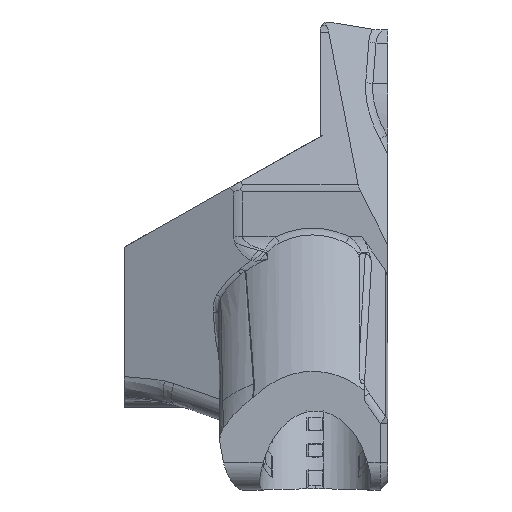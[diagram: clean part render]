
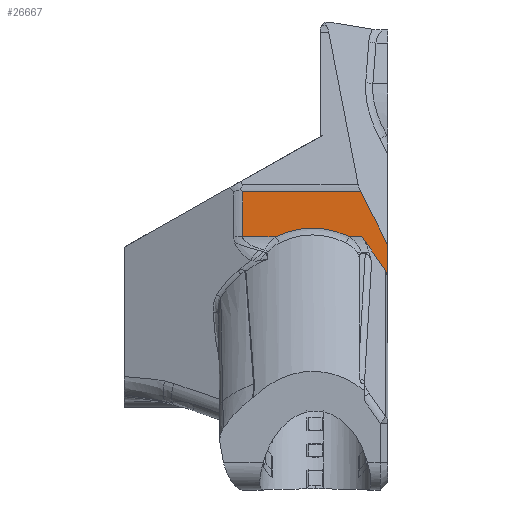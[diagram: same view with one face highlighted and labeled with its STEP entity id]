
A CAD part, left-side view. The second image highlights one B-rep face of the part: STEP entity #26667.
In plain terms, the highlighted planar face has unit normal (-1, 0, 0).
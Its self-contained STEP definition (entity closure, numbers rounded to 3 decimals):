
#40=CARTESIAN_POINT('',(-26.532,4.005,10.645));
#42=CARTESIAN_POINT('',(-26.532,2.702,10.645));
#288=DIRECTION('',(0.,-0.574,-0.819));
#289=VECTOR('',#288,4.29);
#290=CARTESIAN_POINT('',(-26.532,2.702,10.645));
#291=LINE('',#290,#289);
#8270=DIRECTION('',(0.,-1.,0.));
#8271=VECTOR('',#8270,0.004);
#8272=CARTESIAN_POINT('',(-26.532,0.004,
9.768));
#8273=LINE('',#8272,#8271);
#8380=CARTESIAN_POINT('',(-26.532,2.818,15.272));
#10067=CARTESIAN_POINT('',(-26.532,4.005,
10.645));
#10068=CARTESIAN_POINT('',(-26.532,4.055,
10.669));
#10069=CARTESIAN_POINT('',(-26.532,4.155,
10.716));
#10070=CARTESIAN_POINT('',(-26.532,4.304,
10.782));
#10071=CARTESIAN_POINT('',(-26.532,4.453,
10.845));
#10072=CARTESIAN_POINT('',(-26.532,4.601,
10.905));
#10073=CARTESIAN_POINT('',(-26.532,4.75,
10.963));
#10074=CARTESIAN_POINT('',(-26.532,4.899,
11.017));
#10075=CARTESIAN_POINT('',(-26.532,5.047,
11.068));
#10076=CARTESIAN_POINT('',(-26.532,5.195,
11.117));
#10077=CARTESIAN_POINT('',(-26.532,5.343,
11.162));
#10078=CARTESIAN_POINT('',(-26.532,5.491,
11.205));
#10079=CARTESIAN_POINT('',(-26.532,5.639,
11.245));
#10080=CARTESIAN_POINT('',(-26.532,5.787,
11.282));
#10081=CARTESIAN_POINT('',(-26.532,5.934,
11.317));
#10082=CARTESIAN_POINT('',(-26.532,6.082,
11.348));
#10083=CARTESIAN_POINT('',(-26.532,6.229,
11.377));
#10084=CARTESIAN_POINT('',(-26.532,6.376,
11.403));
#10085=CARTESIAN_POINT('',(-26.532,6.523,
11.427));
#10086=CARTESIAN_POINT('',(-26.532,6.671,
11.448));
#10087=CARTESIAN_POINT('',(-26.532,6.818,
11.466));
#10088=CARTESIAN_POINT('',(-26.532,6.965,
11.482));
#10089=CARTESIAN_POINT('',(-26.532,7.112,
11.495));
#10090=CARTESIAN_POINT('',(-26.532,7.259,
11.506));
#10091=CARTESIAN_POINT('',(-26.532,7.406,
11.514));
#10092=CARTESIAN_POINT('',(-26.532,7.552,
11.519));
#10093=CARTESIAN_POINT('',(-26.532,7.699,
11.522));
#10094=CARTESIAN_POINT('',(-26.532,7.846,
11.522));
#10095=CARTESIAN_POINT('',(-26.532,7.993,
11.52));
#10096=CARTESIAN_POINT('',(-26.532,8.14,
11.515));
#10097=CARTESIAN_POINT('',(-26.532,8.287,
11.507));
#10098=CARTESIAN_POINT('',(-26.532,8.435,
11.497));
#10099=CARTESIAN_POINT('',(-26.532,8.582,11.484));
#10100=CARTESIAN_POINT('',(-26.532,8.729,
11.469));
#10101=CARTESIAN_POINT('',(-26.532,8.877,
11.451));
#10102=CARTESIAN_POINT('',(-26.532,9.024,
11.43));
#10103=CARTESIAN_POINT('',(-26.532,9.172,
11.406));
#10104=CARTESIAN_POINT('',(-26.532,9.32,
11.38));
#10105=CARTESIAN_POINT('',(-26.532,9.468,
11.352));
#10106=CARTESIAN_POINT('',(-26.532,9.616,
11.32));
#10107=CARTESIAN_POINT('',(-26.532,9.764,
11.286));
#10108=CARTESIAN_POINT('',(-26.532,9.913,
11.249));
#10109=CARTESIAN_POINT('',(-26.532,10.061,
11.209));
#10110=CARTESIAN_POINT('',(-26.532,10.21,
11.166));
#10111=CARTESIAN_POINT('',(-26.532,10.359,
11.12));
#10112=CARTESIAN_POINT('',(-26.532,10.509,
11.072));
#10113=CARTESIAN_POINT('',(-26.532,10.658,
11.02));
#10114=CARTESIAN_POINT('',(-26.532,10.808,
10.966));
#10115=CARTESIAN_POINT('',(-26.532,10.957,
10.908));
#10116=CARTESIAN_POINT('',(-26.532,11.107,
10.848));
#10117=CARTESIAN_POINT('',(-26.532,11.258,
10.784));
#10118=CARTESIAN_POINT('',(-26.532,11.409,
10.716));
#10119=CARTESIAN_POINT('',(-26.532,11.51,
10.669));
#10120=CARTESIAN_POINT('',(-26.532,11.56,
10.645));
#10122=DIRECTION('',(0.,1.,0.));
#10123=VECTOR('',#10122,3.468);
#10124=CARTESIAN_POINT('',(-26.532,11.56,
10.645));
#10125=LINE('',#10124,#10123);
#10126=DIRECTION('',(0.,0.,-1.));
#10127=VECTOR('',#10126,4.627);
#10128=CARTESIAN_POINT('',(-26.532,15.028,
15.272));
#10129=LINE('',#10128,#10127);
#10130=DIRECTION('',(0.,-0.455,-0.89));
#10131=VECTOR('',#10130,6.182);
#10132=CARTESIAN_POINT('',(-26.532,2.818,
15.272));
#10133=LINE('',#10132,#10131);
#10134=DIRECTION('',(0.,0.,-1.));
#10135=VECTOR('',#10134,3.478);
#10136=CARTESIAN_POINT('',(-26.532,0.,9.768));
#10137=LINE('',#10136,#10135);
#10138=DIRECTION('',(0.,1.,0.));
#10139=VECTOR('',#10138,1.304);
#10140=CARTESIAN_POINT('',(-26.532,2.702,
10.645));
#10141=LINE('',#10140,#10139);
#10150=DIRECTION('',(0.,1.,0.));
#10151=VECTOR('',#10150,12.21);
#10152=CARTESIAN_POINT('',(-26.532,2.818,
15.272));
#10153=LINE('',#10152,#10151);
#10154=DIRECTION('',(0.,-0.275,-0.961));
#10155=VECTOR('',#10154,0.875);
#10156=CARTESIAN_POINT('',(-26.532,0.241,
7.131));
#10157=LINE('',#10156,#10155);
#11381=CARTESIAN_POINT('',(-26.532,15.028,
15.272));
#11382=CARTESIAN_POINT('',(-26.532,15.028,
10.645));
#11383=VERTEX_POINT('',#11381);
#11384=VERTEX_POINT('',#11382);
#11409=VERTEX_POINT('',#8380);
#11414=VERTEX_POINT('',#42);
#11416=CARTESIAN_POINT('',(-26.532,0.004,
9.768));
#11417=VERTEX_POINT('',#11416);
#11446=CARTESIAN_POINT('',(-26.532,0.,6.29));
#11447=VERTEX_POINT('',#11446);
#11448=CARTESIAN_POINT('',(-26.532,0.241,
7.131));
#11449=VERTEX_POINT('',#11448);
#11450=CARTESIAN_POINT('',(-26.532,0.,9.768));
#11451=VERTEX_POINT('',#11450);
#12317=VERTEX_POINT('',#40);
#12319=VERTEX_POINT('',#10120);
#26648=CARTESIAN_POINT('',(-26.532,3.,10.645));
#26649=DIRECTION('',(-1.,0.,0.));
#26650=DIRECTION('',(0.,0.,1.));
#26651=AXIS2_PLACEMENT_3D('',#26648,#26649,#26650);
#26652=PLANE('',#26651);
#26653=ORIENTED_EDGE('',*,*,#26640,.T.);
#26654=ORIENTED_EDGE('',*,*,#12718,.T.);
#26655=ORIENTED_EDGE('',*,*,#23452,.F.);
#26657=ORIENTED_EDGE('',*,*,#26656,.F.);
#26658=ORIENTED_EDGE('',*,*,#23800,.T.);
#26659=ORIENTED_EDGE('',*,*,#23760,.T.);
#26660=ORIENTED_EDGE('',*,*,#23670,.T.);
#26662=ORIENTED_EDGE('',*,*,#26661,.F.);
#26663=ORIENTED_EDGE('',*,*,#13013,.F.);
#26664=ORIENTED_EDGE('',*,*,#12700,.T.);
#26665=EDGE_LOOP('',(#26653,#26654,#26655,#26657,#26658,#26659,#26660,#26662,
#26663,#26664));
#26666=FACE_OUTER_BOUND('',#26665,.F.);
#26667=ADVANCED_FACE('',(#26666),#26652,.T.);
#10121=B_SPLINE_CURVE_WITH_KNOTS('',3,(#10067,#10068,#10069,#10070,#10071,
#10072,#10073,#10074,#10075,#10076,#10077,#10078,#10079,#10080,#10081,#10082,
#10083,#10084,#10085,#10086,#10087,#10088,#10089,#10090,#10091,#10092,#10093,
#10094,#10095,#10096,#10097,#10098,#10099,#10100,#10101,#10102,#10103,#10104,
#10105,#10106,#10107,#10108,#10109,#10110,#10111,#10112,#10113,#10114,#10115,
#10116,#10117,#10118,#10119,#10120),.UNSPECIFIED.,.F.,.F.,(4,1,1,1,1,1,1,1,1,1,
1,1,1,1,1,1,1,1,1,1,1,1,1,1,1,1,1,1,1,1,1,1,1,1,1,1,1,1,1,1,1,1,1,1,1,1,1,1,1,1,
1,4),(0.,0.02,0.039,0.059,
0.078,0.098,0.118,0.137,
0.157,0.176,0.196,0.216,
0.235,0.255,0.275,0.294,
0.314,0.333,0.353,0.373,
0.392,0.412,0.431,0.451,
0.471,0.49,0.51,0.529,
0.549,0.569,0.588,0.608,
0.627,0.647,0.667,0.686,
0.706,0.725,0.745,0.765,
0.784,0.804,0.824,0.843,
0.863,0.882,0.902,0.922,
0.941,0.961,0.98,1.),.UNSPECIFIED.);
#12700=EDGE_CURVE('',#11414,#12317,#10141,.T.);
#12718=EDGE_CURVE('',#12319,#11384,#10125,.T.);
#13013=EDGE_CURVE('',#11414,#11449,#291,.T.);
#23452=EDGE_CURVE('',#11383,#11384,#10129,.T.);
#23670=EDGE_CURVE('',#11451,#11447,#10137,.T.);
#23760=EDGE_CURVE('',#11417,#11451,#8273,.T.);
#23800=EDGE_CURVE('',#11409,#11417,#10133,.T.);
#26640=EDGE_CURVE('',#12317,#12319,#10121,.T.);
#26656=EDGE_CURVE('',#11409,#11383,#10153,.T.);
#26661=EDGE_CURVE('',#11449,#11447,#10157,.T.);
